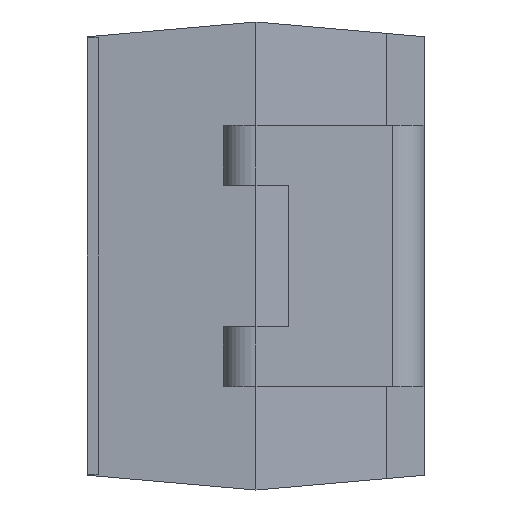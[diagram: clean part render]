
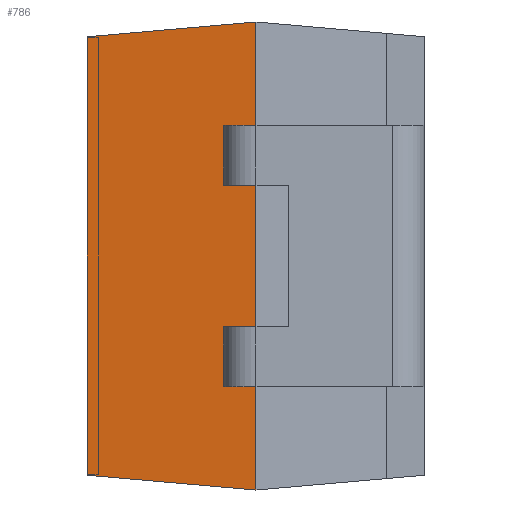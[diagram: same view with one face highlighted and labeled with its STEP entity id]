
A CAD part, left-side view. The second image highlights one B-rep face of the part: STEP entity #786.
In plain terms, the highlighted planar face has unit normal (-0.996, 0.087, 0).
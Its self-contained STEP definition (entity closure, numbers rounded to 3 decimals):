
#33 = PLANE ( 'NONE',  #1013 ) ;
#46 = DIRECTION ( 'NONE',  ( 0., 0., 1. ) ) ;
#120 = VECTOR ( 'NONE', #1680, 1000. ) ;
#194 = ORIENTED_EDGE ( 'NONE', *, *, #257, .F. ) ;
#245 = CARTESIAN_POINT ( 'NONE',  ( -3.214, 3.1, 2.15 ) ) ;
#257 = EDGE_CURVE ( 'NONE', #1268, #751, #1668, .T. ) ;
#326 = ORIENTED_EDGE ( 'NONE', *, *, #1191, .F. ) ;
#339 = LINE ( 'NONE', #750, #1374 ) ;
#351 = FACE_OUTER_BOUND ( 'NONE', #1726, .T. ) ;
#379 = VERTEX_POINT ( 'NONE', #1575 ) ;
#437 = VECTOR ( 'NONE', #46, 1000. ) ;
#493 = EDGE_CURVE ( 'NONE', #379, #1438, #1230, .T. ) ;
#594 = ORIENTED_EDGE ( 'NONE', *, *, #493, .T. ) ;
#613 = ORIENTED_EDGE ( 'NONE', *, *, #1080, .T. ) ;
#637 = DIRECTION ( 'NONE',  ( -0.996, 0.087, 0. ) ) ;
#731 = CARTESIAN_POINT ( 'NONE',  ( -3.35, 1.55, 2.15 ) ) ;
#750 = CARTESIAN_POINT ( 'NONE',  ( -3.35, 1.55, 2.15 ) ) ;
#751 = VERTEX_POINT ( 'NONE', #1882 ) ;
#786 = ADVANCED_FACE ( 'NONE', ( #351 ), #33, .T. ) ;
#794 = CARTESIAN_POINT ( 'NONE',  ( -3.214, 3.1, -2.014 ) ) ;
#827 = CARTESIAN_POINT ( 'NONE',  ( -3.318, 1.921, -2.118 ) ) ;
#898 = CARTESIAN_POINT ( 'NONE',  ( -3.35, 1.55, 2.15 ) ) ;
#950 = VECTOR ( 'NONE', #1132, 1000. ) ;
#1013 = AXIS2_PLACEMENT_3D ( 'NONE', #898, #637, #1788 ) ;
#1080 = EDGE_CURVE ( 'NONE', #1268, #379, #1102, .T. ) ;
#1102 = LINE ( 'NONE', #827, #120 ) ;
#1132 = DIRECTION ( 'NONE',  ( 0., 0., 1. ) ) ;
#1191 = EDGE_CURVE ( 'NONE', #751, #1438, #339, .T. ) ;
#1197 = DIRECTION ( 'NONE',  ( -0.087, -0.992, 0.087 ) ) ;
#1230 = LINE ( 'NONE', #1354, #437 ) ;
#1268 = VERTEX_POINT ( 'NONE', #794 ) ;
#1354 = CARTESIAN_POINT ( 'NONE',  ( -3.35, 1.55, 2.15 ) ) ;
#1374 = VECTOR ( 'NONE', #1197, 1000. ) ;
#1438 = VERTEX_POINT ( 'NONE', #731 ) ;
#1575 = CARTESIAN_POINT ( 'NONE',  ( -3.35, 1.55, -2.15 ) ) ;
#1668 = LINE ( 'NONE', #245, #950 ) ;
#1680 = DIRECTION ( 'NONE',  ( -0.087, -0.992, -0.087 ) ) ;
#1726 = EDGE_LOOP ( 'NONE', ( #194, #613, #594, #326 ) ) ;
#1788 = DIRECTION ( 'NONE',  ( -0.087, -0.996, 0. ) ) ;
#1882 = CARTESIAN_POINT ( 'NONE',  ( -3.214, 3.1, 2.014 ) ) ;
